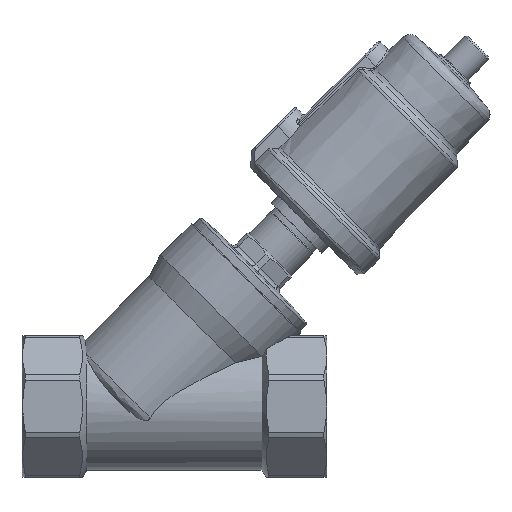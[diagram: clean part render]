
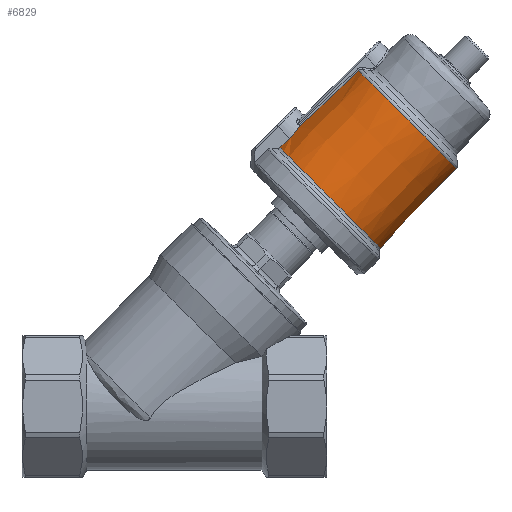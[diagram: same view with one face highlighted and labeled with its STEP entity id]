
A CAD part, top view. The second image highlights one B-rep face of the part: STEP entity #6829.
In plain terms, the highlighted conical face has half-angle 1.366 degrees and reference radius 35.23 mm.
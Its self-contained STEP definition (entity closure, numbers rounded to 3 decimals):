
#82 = CARTESIAN_POINT ( 'NONE',  ( -91.328, 19.926, -32.577 ) ) ;
#261 = ORIENTED_EDGE ( 'NONE', *, *, #2532, .T. ) ;
#284 = CARTESIAN_POINT ( 'NONE',  ( -90.88, 14.258, -32.543 ) ) ;
#334 = CIRCLE ( 'NONE', #8802, 35.23 ) ;
#396 = FACE_OUTER_BOUND ( 'NONE', #2123, .T. ) ;
#682 = DIRECTION ( 'NONE',  ( 0., -1., 0. ) ) ;
#778 = CARTESIAN_POINT ( 'NONE',  ( -90.879, 9.972, -32.653 ) ) ;
#863 = CARTESIAN_POINT ( 'NONE',  ( -116.662, 17.603, -32.721 ) ) ;
#909 = EDGE_CURVE ( 'NONE', #9614, #1989, #3837, .T. ) ;
#941 = CARTESIAN_POINT ( 'NONE',  ( -90.88, 16.401, -32.489 ) ) ;
#1070 = EDGE_CURVE ( 'NONE', #5632, #7132, #334, .T. ) ;
#1093 = CARTESIAN_POINT ( 'NONE',  ( -116.703, 16.425, -32.735 ) ) ;
#1125 = CARTESIAN_POINT ( 'NONE',  ( -116.488, 18.765, -32.757 ) ) ;
#1222 = CARTESIAN_POINT ( 'NONE',  ( -91.166, 19.234, -32.531 ) ) ;
#1360 = DIRECTION ( 'NONE',  ( 0., 0., -1. ) ) ;
#1641 = CARTESIAN_POINT ( 'NONE',  ( -91.099, 18.885, -32.513 ) ) ;
#1662 = EDGE_CURVE ( 'NONE', #9024, #10962, #10848, .T. ) ;
#1680 = CIRCLE ( 'NONE', #9821, 35.23 ) ;
#1695 = CARTESIAN_POINT ( 'NONE',  ( -91.757, 21.281, -32.708 ) ) ;
#1719 = CARTESIAN_POINT ( 'NONE',  ( -115.416, 22.095, -33.065 ) ) ;
#1755 = CARTESIAN_POINT ( 'NONE',  ( -116.703, 16.425, -32.735 ) ) ;
#1768 = CARTESIAN_POINT ( 'NONE',  ( -92.247, 22.423, -32.859 ) ) ;
#1916 = CARTESIAN_POINT ( 'NONE',  ( -93.41, 24.399, -33.206 ) ) ;
#1956 = CARTESIAN_POINT ( 'NONE',  ( -104.103, 9.972, 0. ) ) ;
#1984 = CARTESIAN_POINT ( 'NONE',  ( -116.703, 12.123, -32.845 ) ) ;
#1989 = VERTEX_POINT ( 'NONE', #4963 ) ;
#2123 = EDGE_LOOP ( 'NONE', ( #2366, #4776, #261, #2760, #4759, #8605, #7798, #7020, #4907, #6839 ) ) ;
#2147 = CARTESIAN_POINT ( 'NONE',  ( -90.879, 12.115, -32.598 ) ) ;
#2183 = CARTESIAN_POINT ( 'NONE',  ( -90.88, 16.401, -32.489 ) ) ;
#2301 = CARTESIAN_POINT ( 'NONE',  ( -104.103, 62.724, 33.972 ) ) ;
#2366 = ORIENTED_EDGE ( 'NONE', *, *, #5518, .T. ) ;
#2494 = EDGE_CURVE ( 'NONE', #10962, #4475, #5491, .T. ) ;
#2532 = EDGE_CURVE ( 'NONE', #8482, #9614, #7478, .T. ) ;
#2607 = CARTESIAN_POINT ( 'NONE',  ( -114.797, 23.089, -33.239 ) ) ;
#2679 = B_SPLINE_CURVE_WITH_KNOTS ( 'NONE', 3,
 ( #1093, #4508, #1984, #7987 ),
 .UNSPECIFIED., .F., .F.,
 ( 4, 4 ),
 ( 0., 0.006 ),
 .UNSPECIFIED. ) ;
#2760 = ORIENTED_EDGE ( 'NONE', *, *, #909, .T. ) ;
#2930 = CARTESIAN_POINT ( 'NONE',  ( -91.423, 20.271, -32.605 ) ) ;
#3237 = B_SPLINE_CURVE_WITH_KNOTS ( 'NONE', 3,
 ( #2607, #1719, #4310, #10233, #5196, #1125, #6056, #863, #6887, #1755 ),
 .UNSPECIFIED., .F., .F.,
 ( 4, 2, 2, 2, 4 ),
 ( 0., 0.004, 0.004, 0.005, 0.007 ),
 .UNSPECIFIED. ) ;
#3262 = CARTESIAN_POINT ( 'NONE',  ( -114.792, 49.701, -32.574 ) ) ;
#3572 = DIRECTION ( 'NONE',  ( 0., 1., 0. ) ) ;
#3799 = CARTESIAN_POINT ( 'NONE',  ( -116.703, 16.425, -32.735 ) ) ;
#3837 = B_SPLINE_CURVE_WITH_KNOTS ( 'NONE', 3,
 ( #9990, #3262, #4129, #7479 ),
 .UNSPECIFIED., .F., .F.,
 ( 4, 4 ),
 ( 0., 1. ),
 .UNSPECIFIED. ) ;
#3894 = AXIS2_PLACEMENT_3D ( 'NONE', #10307, #4069, #4008 ) ;
#4008 = DIRECTION ( 'NONE',  ( 0., 0., -1. ) ) ;
#4047 = AXIS2_PLACEMENT_3D ( 'NONE', #10881, #682, #9375 ) ;
#4069 = DIRECTION ( 'NONE',  ( 0., -1., 0. ) ) ;
#4129 = CARTESIAN_POINT ( 'NONE',  ( -114.794, 36.489, -32.904 ) ) ;
#4142 = CARTESIAN_POINT ( 'NONE',  ( -93.41, 24.399, -33.206 ) ) ;
#4152 = CARTESIAN_POINT ( 'NONE',  ( -104.103, 62.724, 0. ) ) ;
#4170 = CONICAL_SURFACE ( 'NONE', #4047, 35.23, 0.024 ) ;
#4310 = CARTESIAN_POINT ( 'NONE',  ( -115.888, 21.037, -32.922 ) ) ;
#4323 = CARTESIAN_POINT ( 'NONE',  ( -93.001, 23.82, -33.089 ) ) ;
#4362 = CARTESIAN_POINT ( 'NONE',  ( -92.025, 21.937, -32.791 ) ) ;
#4475 = VERTEX_POINT ( 'NONE', #7978 ) ;
#4492 = VERTEX_POINT ( 'NONE', #5029 ) ;
#4508 = CARTESIAN_POINT ( 'NONE',  ( -116.703, 14.274, -32.79 ) ) ;
#4759 = ORIENTED_EDGE ( 'NONE', *, *, #7636, .T. ) ;
#4776 = ORIENTED_EDGE ( 'NONE', *, *, #8633, .T. ) ;
#4907 = ORIENTED_EDGE ( 'NONE', *, *, #1662, .T. ) ;
#4963 = CARTESIAN_POINT ( 'NONE',  ( -114.797, 23.089, -33.239 ) ) ;
#5014 = CARTESIAN_POINT ( 'NONE',  ( -93.415, 50.126, -32.563 ) ) ;
#5022 = DIRECTION ( 'NONE',  ( 0., 0., -1. ) ) ;
#5029 = CARTESIAN_POINT ( 'NONE',  ( -93.418, 62.724, -32.247 ) ) ;
#5196 = CARTESIAN_POINT ( 'NONE',  ( -116.365, 19.342, -32.789 ) ) ;
#5367 = CARTESIAN_POINT ( 'NONE',  ( -91.637, 20.947, -32.671 ) ) ;
#5399 = CARTESIAN_POINT ( 'NONE',  ( -92.171, 22.261, -32.836 ) ) ;
#5446 = CARTESIAN_POINT ( 'NONE',  ( -92.64, 23.215, -32.98 ) ) ;
#5491 = B_SPLINE_CURVE_WITH_KNOTS ( 'NONE', 3,
 ( #941, #8401, #8067, #10429, #8648, #1641, #1222, #82, #2930, #5367, #1695, #8653, #4362, #5399, #1768, #5446, #4323, #1916 ),
 .UNSPECIFIED., .F., .F.,
 ( 4, 2, 2, 2, 2, 2, 2, 2, 4 ),
 ( 0., 0.125, 0.25, 0.375, 0.5, 0.625, 0.688, 0.75, 1. ),
 .UNSPECIFIED. ) ;
#5518 = EDGE_CURVE ( 'NONE', #4475, #4492, #7661, .T. ) ;
#5608 = CARTESIAN_POINT ( 'NONE',  ( -104.103, 9.972, 35.23 ) ) ;
#5632 = VERTEX_POINT ( 'NONE', #7759 ) ;
#5841 = CARTESIAN_POINT ( 'NONE',  ( -93.412, 37.351, -32.883 ) ) ;
#6056 = CARTESIAN_POINT ( 'NONE',  ( -116.539, 18.476, -32.745 ) ) ;
#6064 = EDGE_CURVE ( 'NONE', #10564, #5632, #2679, .T. ) ;
#6643 = CARTESIAN_POINT ( 'NONE',  ( -90.879, 9.972, -32.653 ) ) ;
#6829 = ADVANCED_FACE ( 'NONE', ( #396 ), #4170, .T. ) ;
#6839 = ORIENTED_EDGE ( 'NONE', *, *, #2494, .T. ) ;
#6887 = CARTESIAN_POINT ( 'NONE',  ( -116.703, 17.017, -32.72 ) ) ;
#7020 = ORIENTED_EDGE ( 'NONE', *, *, #9657, .T. ) ;
#7132 = VERTEX_POINT ( 'NONE', #5608 ) ;
#7440 = AXIS2_PLACEMENT_3D ( 'NONE', #4152, #10068, #5022 ) ;
#7478 = CIRCLE ( 'NONE', #3894, 33.972 ) ;
#7479 = CARTESIAN_POINT ( 'NONE',  ( -114.797, 23.089, -33.239 ) ) ;
#7485 = CIRCLE ( 'NONE', #7440, 33.972 ) ;
#7636 = EDGE_CURVE ( 'NONE', #1989, #10564, #3237, .T. ) ;
#7661 = B_SPLINE_CURVE_WITH_KNOTS ( 'NONE', 3,
 ( #4142, #5841, #5014, #10889 ),
 .UNSPECIFIED., .F., .F.,
 ( 4, 4 ),
 ( 0., 1. ),
 .UNSPECIFIED. ) ;
#7759 = CARTESIAN_POINT ( 'NONE',  ( -116.703, 9.972, -32.9 ) ) ;
#7798 = ORIENTED_EDGE ( 'NONE', *, *, #1070, .T. ) ;
#7978 = CARTESIAN_POINT ( 'NONE',  ( -93.41, 24.399, -33.206 ) ) ;
#7987 = CARTESIAN_POINT ( 'NONE',  ( -116.703, 9.972, -32.9 ) ) ;
#8067 = CARTESIAN_POINT ( 'NONE',  ( -90.894, 17.115, -32.476 ) ) ;
#8401 = CARTESIAN_POINT ( 'NONE',  ( -90.88, 16.759, -32.479 ) ) ;
#8482 = VERTEX_POINT ( 'NONE', #2301 ) ;
#8605 = ORIENTED_EDGE ( 'NONE', *, *, #6064, .T. ) ;
#8633 = EDGE_CURVE ( 'NONE', #4492, #8482, #7485, .T. ) ;
#8648 = CARTESIAN_POINT ( 'NONE',  ( -90.99, 18.181, -32.487 ) ) ;
#8653 = CARTESIAN_POINT ( 'NONE',  ( -91.956, 21.774, -32.769 ) ) ;
#8658 = CARTESIAN_POINT ( 'NONE',  ( -104.103, 9.972, 0. ) ) ;
#8802 = AXIS2_PLACEMENT_3D ( 'NONE', #1956, #10641, #1360 ) ;
#9024 = VERTEX_POINT ( 'NONE', #6643 ) ;
#9375 = DIRECTION ( 'NONE',  ( 0., 0., -1. ) ) ;
#9471 = DIRECTION ( 'NONE',  ( 0., 0., -1. ) ) ;
#9614 = VERTEX_POINT ( 'NONE', #10251 ) ;
#9657 = EDGE_CURVE ( 'NONE', #7132, #9024, #1680, .T. ) ;
#9821 = AXIS2_PLACEMENT_3D ( 'NONE', #8658, #3572, #9471 ) ;
#9836 = CARTESIAN_POINT ( 'NONE',  ( -90.88, 16.401, -32.489 ) ) ;
#9990 = CARTESIAN_POINT ( 'NONE',  ( -114.789, 62.724, -32.247 ) ) ;
#10068 = DIRECTION ( 'NONE',  ( 0., -1., 0. ) ) ;
#10233 = CARTESIAN_POINT ( 'NONE',  ( -116.293, 19.629, -32.808 ) ) ;
#10251 = CARTESIAN_POINT ( 'NONE',  ( -114.789, 62.724, -32.247 ) ) ;
#10307 = CARTESIAN_POINT ( 'NONE',  ( -104.103, 62.724, 0. ) ) ;
#10429 = CARTESIAN_POINT ( 'NONE',  ( -90.949, 17.825, -32.48 ) ) ;
#10564 = VERTEX_POINT ( 'NONE', #3799 ) ;
#10641 = DIRECTION ( 'NONE',  ( 0., 1., 0. ) ) ;
#10848 = B_SPLINE_CURVE_WITH_KNOTS ( 'NONE', 3,
 ( #778, #2147, #284, #2183 ),
 .UNSPECIFIED., .F., .F.,
 ( 4, 4 ),
 ( 0., 1. ),
 .UNSPECIFIED. ) ;
#10881 = CARTESIAN_POINT ( 'NONE',  ( -104.103, 9.972, 0. ) ) ;
#10889 = CARTESIAN_POINT ( 'NONE',  ( -93.418, 62.724, -32.247 ) ) ;
#10962 = VERTEX_POINT ( 'NONE', #9836 ) ;
